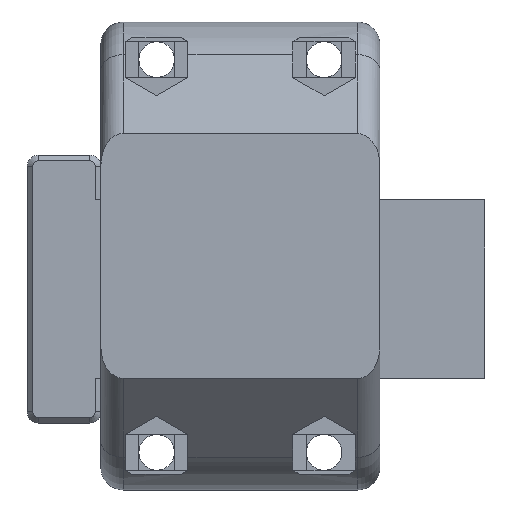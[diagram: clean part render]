
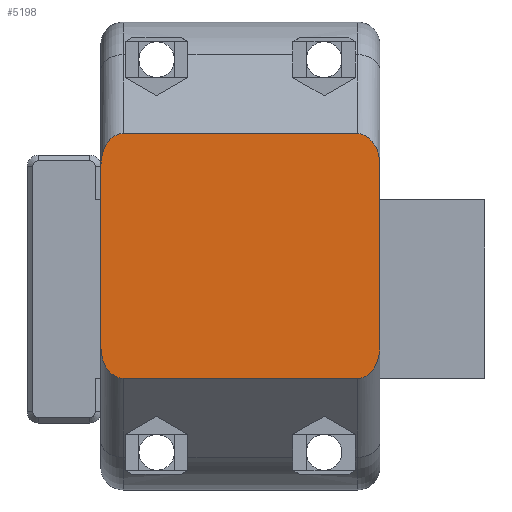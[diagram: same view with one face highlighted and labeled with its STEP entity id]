
A CAD part, front view. The second image highlights one B-rep face of the part: STEP entity #5198.
In plain terms, the highlighted planar face has unit normal (0, -1, 0).
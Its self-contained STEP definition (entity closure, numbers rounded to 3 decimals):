
#37=ELLIPSE('',#5524,2.828,2.);
#38=ELLIPSE('',#5540,2.828,2.);
#43=ELLIPSE('',#5557,2.828,2.);
#48=ELLIPSE('',#5580,2.828,2.);
#326=PLANE('',#5680);
#602=FACE_OUTER_BOUND('',#892,.T.);
#892=EDGE_LOOP('',(#4885,#4886,#4887,#4888,#4889,#4890,#4891,#4892));
#1249=LINE('',#8158,#1813);
#1283=LINE('',#8268,#1847);
#1299=LINE('',#8330,#1863);
#1436=LINE('',#8620,#2000);
#1813=VECTOR('',#6663,10.);
#1847=VECTOR('',#6759,10.);
#1863=VECTOR('',#6821,10.);
#2000=VECTOR('',#7102,10.);
#2485=VERTEX_POINT('',#8140);
#2486=VERTEX_POINT('',#8141);
#2492=VERTEX_POINT('',#8156);
#2508=VERTEX_POINT('',#8198);
#2509=VERTEX_POINT('',#8199);
#2525=VERTEX_POINT('',#8240);
#2537=VERTEX_POINT('',#8266);
#2560=VERTEX_POINT('',#8326);
#3132=EDGE_CURVE('',#2485,#2486,#37,.T.);
#3141=EDGE_CURVE('',#2492,#2485,#1249,.T.);
#3161=EDGE_CURVE('',#2508,#2509,#38,.T.);
#3182=EDGE_CURVE('',#2525,#2492,#43,.T.);
#3196=EDGE_CURVE('',#2537,#2525,#1283,.T.);
#3226=EDGE_CURVE('',#2560,#2537,#48,.T.);
#3228=EDGE_CURVE('',#2509,#2560,#1299,.T.);
#3374=EDGE_CURVE('',#2486,#2508,#1436,.T.);
#4885=ORIENTED_EDGE('',*,*,#3132,.F.);
#4886=ORIENTED_EDGE('',*,*,#3141,.F.);
#4887=ORIENTED_EDGE('',*,*,#3182,.F.);
#4888=ORIENTED_EDGE('',*,*,#3196,.F.);
#4889=ORIENTED_EDGE('',*,*,#3226,.F.);
#4890=ORIENTED_EDGE('',*,*,#3228,.F.);
#4891=ORIENTED_EDGE('',*,*,#3161,.F.);
#4892=ORIENTED_EDGE('',*,*,#3374,.F.);
#5198=ADVANCED_FACE('',(#602),#326,.T.);
#5524=AXIS2_PLACEMENT_3D('',#8142,#6649,#6650);
#5540=AXIS2_PLACEMENT_3D('',#8200,#6700,#6701);
#5557=AXIS2_PLACEMENT_3D('',#8241,#6742,#6743);
#5580=AXIS2_PLACEMENT_3D('',#8327,#6816,#6817);
#5680=AXIS2_PLACEMENT_3D('',#8680,#7176,#7177);
#6649=DIRECTION('center_axis',(0.,1.,0.));
#6650=DIRECTION('ref_axis',(0.,0.,1.));
#6663=DIRECTION('',(0.,0.,1.));
#6700=DIRECTION('center_axis',(0.,1.,0.));
#6701=DIRECTION('ref_axis',(0.,0.,
1.));
#6742=DIRECTION('center_axis',(0.,1.,0.));
#6743=DIRECTION('ref_axis',(0.,0.,-1.));
#6759=DIRECTION('',(-1.,0.,0.));
#6816=DIRECTION('center_axis',(0.,1.,0.));
#6817=DIRECTION('ref_axis',(0.,0.,
-1.));
#6821=DIRECTION('',(0.,0.,-1.));
#7102=DIRECTION('',(1.,0.,0.));
#7176=DIRECTION('center_axis',(0.,-1.,0.));
#7177=DIRECTION('ref_axis',(0.,0.,-1.));
#8140=CARTESIAN_POINT('',(0.,-42.,11.109));
#8141=CARTESIAN_POINT('',(2.,-42.,13.937));
#8142=CARTESIAN_POINT('Origin',(2.,-42.,11.109));
#8156=CARTESIAN_POINT('',(0.,-42.,-5.172));
#8158=CARTESIAN_POINT('',(0.,-42.,-18.));
#8198=CARTESIAN_POINT('',(23.,-42.,13.937));
#8199=CARTESIAN_POINT('',(25.,-42.,11.109));
#8200=CARTESIAN_POINT('Origin',(23.,-42.,11.109));
#8240=CARTESIAN_POINT('',(2.,-42.,-8.));
#8241=CARTESIAN_POINT('Origin',(2.,-42.,-5.172));
#8266=CARTESIAN_POINT('',(23.,-42.,-8.));
#8268=CARTESIAN_POINT('',(0.,-42.,-8.));
#8326=CARTESIAN_POINT('',(25.,-42.,-5.172));
#8327=CARTESIAN_POINT('Origin',(23.,-42.,-5.172));
#8330=CARTESIAN_POINT('',(25.,-42.,-18.));
#8620=CARTESIAN_POINT('',(0.,-42.,13.937));
#8680=CARTESIAN_POINT('Origin',(0.,-42.,23.937));
